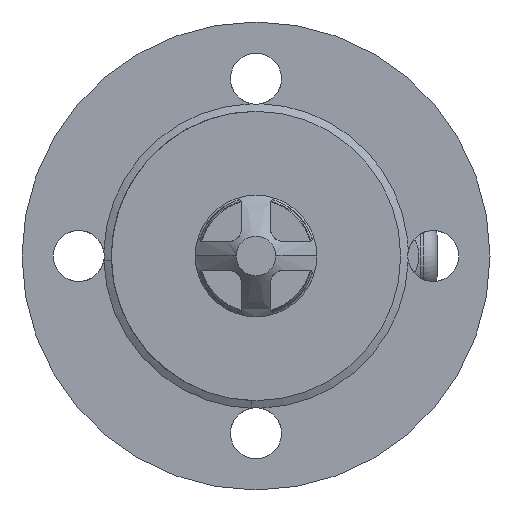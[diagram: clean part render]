
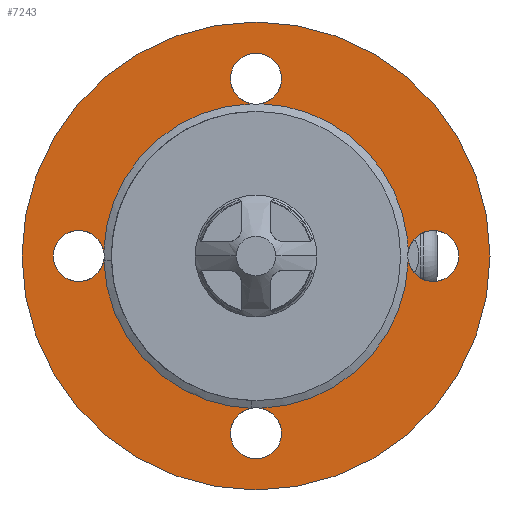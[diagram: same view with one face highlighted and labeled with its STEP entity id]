
A CAD part, front view. The second image highlights one B-rep face of the part: STEP entity #7243.
In plain terms, the highlighted planar face has unit normal (0, -1, 0).
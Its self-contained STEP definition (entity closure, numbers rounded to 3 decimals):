
#1409=CARTESIAN_POINT('',(0.,-70.44,0.));
#1410=DIRECTION('',(0.,-1.,0.));
#1411=DIRECTION('',(-1.,0.,0.));
#1412=AXIS2_PLACEMENT_3D('',#1409,#1410,#1411);
#1423=CARTESIAN_POINT('',(0.,-70.44,0.));
#1424=DIRECTION('',(0.,-1.,0.));
#1425=DIRECTION('',(1.,0.,0.));
#1426=AXIS2_PLACEMENT_3D('',#1423,#1424,#1425);
#1428=CARTESIAN_POINT('',(0.,-70.44,
0.));
#1429=DIRECTION('',(0.,-1.,0.));
#1430=DIRECTION('',(0.032,0.,-0.999));
#1431=AXIS2_PLACEMENT_3D('',#1428,#1429,#1430);
#1433=CARTESIAN_POINT('',(62.5,-70.44,0.));
#1434=DIRECTION('',(0.,-1.,0.));
#1435=DIRECTION('',(1.,0.,0.));
#1436=AXIS2_PLACEMENT_3D('',#1433,#1434,#1435);
#1438=CARTESIAN_POINT('',(0.,-70.44,0.));
#1439=DIRECTION('',(0.,-1.,0.));
#1440=DIRECTION('',(0.999,0.,0.032));
#1441=AXIS2_PLACEMENT_3D('',#1438,#1439,#1440);
#1443=CARTESIAN_POINT('',(0.,-70.44,0.));
#1444=DIRECTION('',(0.,-1.,0.));
#1445=DIRECTION('',(0.992,0.,0.128));
#1446=AXIS2_PLACEMENT_3D('',#1443,#1444,#1445);
#1448=CARTESIAN_POINT('',(0.,-70.44,62.5));
#1449=DIRECTION('',(0.,-1.,0.));
#1450=DIRECTION('',(-1.,0.,0.));
#1451=AXIS2_PLACEMENT_3D('',#1448,#1449,#1450);
#1453=CARTESIAN_POINT('',(0.,-70.44,
0.));
#1454=DIRECTION('',(0.,-1.,0.));
#1455=DIRECTION('',(-0.032,0.,0.999));
#1456=AXIS2_PLACEMENT_3D('',#1453,#1454,#1455);
#1458=CARTESIAN_POINT('',(-62.5,-70.44,0.));
#1459=DIRECTION('',(0.,-1.,0.));
#1460=DIRECTION('',(-1.,0.,0.));
#1461=AXIS2_PLACEMENT_3D('',#1458,#1459,#1460);
#1463=CARTESIAN_POINT('',(-53.672,-70.44,-1.74));
#1464=CARTESIAN_POINT('',(-53.633,-70.44,-2.906));
#1465=CARTESIAN_POINT('',(-53.477,-70.44,-5.234));
#1466=CARTESIAN_POINT('',(-53.02,-70.44,-8.719));
#1467=CARTESIAN_POINT('',(-52.333,-70.44,-12.174));
#1468=CARTESIAN_POINT('',(-51.42,-70.44,-15.581));
#1469=CARTESIAN_POINT('',(-50.286,-70.44,-18.916));
#1470=CARTESIAN_POINT('',(-48.939,-70.44,-22.166));
#1471=CARTESIAN_POINT('',(-47.383,-70.44,-25.321));
#1472=CARTESIAN_POINT('',(-45.62,-70.44,-28.372));
#1473=CARTESIAN_POINT('',(-43.662,-70.44,-31.3));
#1474=CARTESIAN_POINT('',(-41.521,-70.44,-34.088));
#1475=CARTESIAN_POINT('',(-39.207,-70.44,-36.726));
#1476=CARTESIAN_POINT('',(-36.726,-70.44,-39.207));
#1477=CARTESIAN_POINT('',(-34.088,-70.44,-41.522));
#1478=CARTESIAN_POINT('',(-31.3,-70.44,-43.662));
#1479=CARTESIAN_POINT('',(-28.372,-70.44,-45.62));
#1480=CARTESIAN_POINT('',(-25.321,-70.44,-47.383));
#1481=CARTESIAN_POINT('',(-22.166,-70.44,-48.939));
#1482=CARTESIAN_POINT('',(-18.916,-70.44,-50.286));
#1483=CARTESIAN_POINT('',(-15.581,-70.44,-51.42));
#1484=CARTESIAN_POINT('',(-12.174,-70.44,-52.333));
#1485=CARTESIAN_POINT('',(-8.719,-70.44,-53.02));
#1486=CARTESIAN_POINT('',(-5.234,-70.44,-53.477));
#1487=CARTESIAN_POINT('',(-2.906,-70.44,-53.634));
#1488=CARTESIAN_POINT('',(-1.739,-70.44,-53.672));
#1490=CARTESIAN_POINT('',(0.,-70.44,-62.5));
#1491=DIRECTION('',(0.,-1.,0.));
#1492=DIRECTION('',(1.,0.,0.));
#1493=AXIS2_PLACEMENT_3D('',#1490,#1491,#1492);
#3212=CARTESIAN_POINT('',(-62.5,-70.44,0.));
#3213=DIRECTION('',(0.,1.,0.));
#3214=DIRECTION('',(-1.,0.,0.));
#3215=AXIS2_PLACEMENT_3D('',#3212,#3213,#3214);
#3226=CARTESIAN_POINT('',(0.,-70.44,62.5));
#3227=DIRECTION('',(0.,1.,0.));
#3228=DIRECTION('',(1.,0.,0.));
#3229=AXIS2_PLACEMENT_3D('',#3226,#3227,#3228);
#3240=CARTESIAN_POINT('',(0.,-70.44,62.5));
#3241=DIRECTION('',(0.,1.,0.));
#3242=DIRECTION('',(-1.,0.,0.));
#3243=AXIS2_PLACEMENT_3D('',#3240,#3241,#3242);
#3270=CARTESIAN_POINT('',(62.5,-70.44,0.));
#3271=DIRECTION('',(0.,1.,0.));
#3272=DIRECTION('',(1.,0.,0.));
#3273=AXIS2_PLACEMENT_3D('',#3270,#3271,#3272);
#3284=CARTESIAN_POINT('',(0.,-70.44,-62.5));
#3285=DIRECTION('',(0.,1.,0.));
#3286=DIRECTION('',(-1.,0.,0.));
#3287=AXIS2_PLACEMENT_3D('',#3284,#3285,#3286);
#3298=CARTESIAN_POINT('',(0.,-70.44,-62.5));
#3299=DIRECTION('',(0.,1.,0.));
#3300=DIRECTION('',(1.,0.,0.));
#3301=AXIS2_PLACEMENT_3D('',#3298,#3299,#3300);
#4972=CARTESIAN_POINT('',(-82.5,-70.44,0.));
#4974=VERTEX_POINT('',#4972);
#4975=CARTESIAN_POINT('',(82.5,-70.44,0.));
#4977=VERTEX_POINT('',#4975);
#4979=CARTESIAN_POINT('',(1.738,-70.44,-53.672));
#4980=CARTESIAN_POINT('',(53.672,-70.44,-1.738));
#4981=VERTEX_POINT('',#4979);
#4982=VERTEX_POINT('',#4980);
#4983=CARTESIAN_POINT('',(71.497,-70.44,0.));
#4984=CARTESIAN_POINT('',(53.673,-70.44,1.737));
#4985=VERTEX_POINT('',#4983);
#4986=VERTEX_POINT('',#4984);
#4987=CARTESIAN_POINT('',(53.26,-70.44,6.861));
#4988=CARTESIAN_POINT('',(1.739,-70.44,53.672));
#4989=VERTEX_POINT('',#4987);
#4990=VERTEX_POINT('',#4988);
#4991=CARTESIAN_POINT('',(-8.997,-70.44,62.5));
#4992=CARTESIAN_POINT('',(-1.738,-70.44,53.673));
#4993=VERTEX_POINT('',#4991);
#4994=VERTEX_POINT('',#4992);
#4995=CARTESIAN_POINT('',(-53.672,-70.44,1.739));
#4996=VERTEX_POINT('',#4995);
#4997=CARTESIAN_POINT('',(-71.497,-70.44,0.));
#4998=CARTESIAN_POINT('',(-53.673,-70.44,-1.74));
#4999=VERTEX_POINT('',#4997);
#5000=VERTEX_POINT('',#4998);
#5001=VERTEX_POINT('',#1488);
#5002=CARTESIAN_POINT('',(8.997,-70.44,-62.5));
#5003=VERTEX_POINT('',#5002);
#5022=CARTESIAN_POINT('',(8.997,-70.44,62.5));
#5024=VERTEX_POINT('',#5022);
#5032=CARTESIAN_POINT('',(-8.997,-70.44,-62.5));
#5034=VERTEX_POINT('',#5032);
#7202=CARTESIAN_POINT('',(0.,-70.44,0.));
#7203=DIRECTION('',(0.,1.,0.));
#7204=DIRECTION('',(0.,0.,1.));
#7205=AXIS2_PLACEMENT_3D('',#7202,#7203,#7204);
#7206=PLANE('',#7205);
#7207=ORIENTED_EDGE('',*,*,#7168,.F.);
#7208=ORIENTED_EDGE('',*,*,#7189,.F.);
#7209=EDGE_LOOP('',(#7207,#7208));
#7210=FACE_OUTER_BOUND('',#7209,.F.);
#7212=ORIENTED_EDGE('',*,*,#7211,.T.);
#7214=ORIENTED_EDGE('',*,*,#7213,.F.);
#7216=ORIENTED_EDGE('',*,*,#7215,.T.);
#7218=ORIENTED_EDGE('',*,*,#7217,.T.);
#7220=ORIENTED_EDGE('',*,*,#7219,.T.);
#7222=ORIENTED_EDGE('',*,*,#7221,.F.);
#7224=ORIENTED_EDGE('',*,*,#7223,.F.);
#7226=ORIENTED_EDGE('',*,*,#7225,.T.);
#7228=ORIENTED_EDGE('',*,*,#7227,.T.);
#7230=ORIENTED_EDGE('',*,*,#7229,.F.);
#7232=ORIENTED_EDGE('',*,*,#7231,.T.);
#7234=ORIENTED_EDGE('',*,*,#7233,.T.);
#7236=ORIENTED_EDGE('',*,*,#7235,.F.);
#7238=ORIENTED_EDGE('',*,*,#7237,.F.);
#7240=ORIENTED_EDGE('',*,*,#7239,.T.);
#7241=EDGE_LOOP('',(#7212,#7214,#7216,#7218,#7220,#7222,#7224,#7226,#7228,#7230,
#7232,#7234,#7236,#7238,#7240));
#7242=FACE_BOUND('',#7241,.F.);
#7243=ADVANCED_FACE('',(#7210,#7242),#7206,.F.);
#1413=CIRCLE('',#1412,82.5);
#1427=CIRCLE('',#1426,82.5);
#1432=CIRCLE('',#1431,53.7);
#1437=CIRCLE('',#1436,8.997);
#1442=CIRCLE('',#1441,53.7);
#1447=CIRCLE('',#1446,53.7);
#1452=CIRCLE('',#1451,8.997);
#1457=CIRCLE('',#1456,53.7);
#1462=CIRCLE('',#1461,8.997);
#1489=B_SPLINE_CURVE_WITH_KNOTS('',3,(#1463,#1464,#1465,#1466,#1467,#1468,#1469,
#1470,#1471,#1472,#1473,#1474,#1475,#1476,#1477,#1478,#1479,#1480,#1481,#1482,
#1483,#1484,#1485,#1486,#1487,#1488),.UNSPECIFIED.,.F.,.F.,(4,1,1,1,1,1,1,1,1,1,
1,1,1,1,1,1,1,1,1,1,1,1,1,4),(0.,0.043,0.087,
0.13,0.174,0.217,0.261,
0.304,0.348,0.391,0.435,
0.478,0.522,0.565,0.609,
0.652,0.696,0.739,0.783,
0.826,0.87,0.913,0.957,1.),
.UNSPECIFIED.);
#1494=CIRCLE('',#1493,8.997);
#3216=CIRCLE('',#3215,8.997);
#3230=CIRCLE('',#3229,8.997);
#3244=CIRCLE('',#3243,8.997);
#3274=CIRCLE('',#3273,8.997);
#3288=CIRCLE('',#3287,8.997);
#3302=CIRCLE('',#3301,8.997);
#7168=EDGE_CURVE('',#4974,#4977,#1413,.T.);
#7189=EDGE_CURVE('',#4977,#4974,#1427,.T.);
#7211=EDGE_CURVE('',#4981,#4982,#1432,.T.);
#7213=EDGE_CURVE('',#4985,#4982,#3274,.T.);
#7215=EDGE_CURVE('',#4985,#4986,#1437,.T.);
#7217=EDGE_CURVE('',#4986,#4989,#1442,.T.);
#7219=EDGE_CURVE('',#4989,#4990,#1447,.T.);
#7221=EDGE_CURVE('',#5024,#4990,#3230,.T.);
#7223=EDGE_CURVE('',#4993,#5024,#3244,.T.);
#7225=EDGE_CURVE('',#4993,#4994,#1452,.T.);
#7227=EDGE_CURVE('',#4994,#4996,#1457,.T.);
#7229=EDGE_CURVE('',#4999,#4996,#3216,.T.);
#7231=EDGE_CURVE('',#4999,#5000,#1462,.T.);
#7233=EDGE_CURVE('',#5000,#5001,#1489,.T.);
#7235=EDGE_CURVE('',#5034,#5001,#3288,.T.);
#7237=EDGE_CURVE('',#5003,#5034,#3302,.T.);
#7239=EDGE_CURVE('',#5003,#4981,#1494,.T.);
